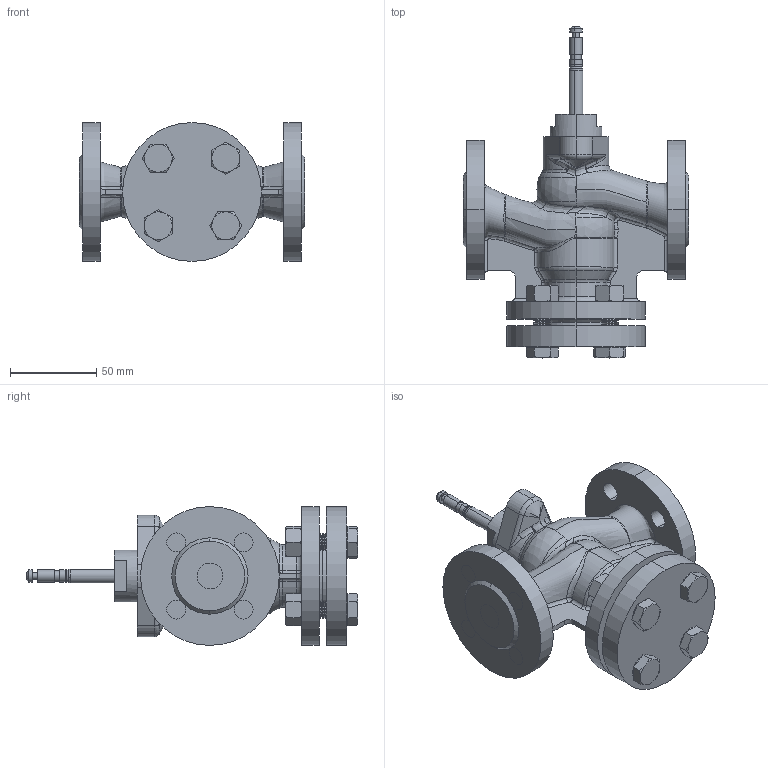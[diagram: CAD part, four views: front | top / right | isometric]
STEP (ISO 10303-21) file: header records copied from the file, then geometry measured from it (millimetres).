
FILE_DESCRIPTION (( 'STEP AP203' ), '1' );
FILE_NAME ('206_DN15_PN6_DEF.STEP', '2012-02-13T07:08:42', ( 'test' ), ( '' ), 'SwSTEP 2.0', 'SolidWorks 2011', '' );
FILE_SCHEMA (( 'CONFIG_CONTROL_DESIGN' ));
Products named in the file (1): 206_DN15_PN6_DEF
Bounding box: 130.39 x 191.97 x 80.24 mm (x, y, z)
Surface area: 92356.1 mm2 (no closed solid volume)
Topology: 0 solids, 3 shells, 529 faces, 1338 edges, 826 vertices
Faces by surface type: cone 136, plane 129, cylinder 113, bspline 84, torus 40, sphere 27
Entity records: 139141 total; most frequent: CARTESIAN_POINT 127192, ORIENTED_EDGE 2638, DIRECTION 2329, EDGE_CURVE 1322, AXIS2_PLACEMENT_3D 1004, VERTEX_POINT 822, EDGE_LOOP 563, CIRCLE 558
